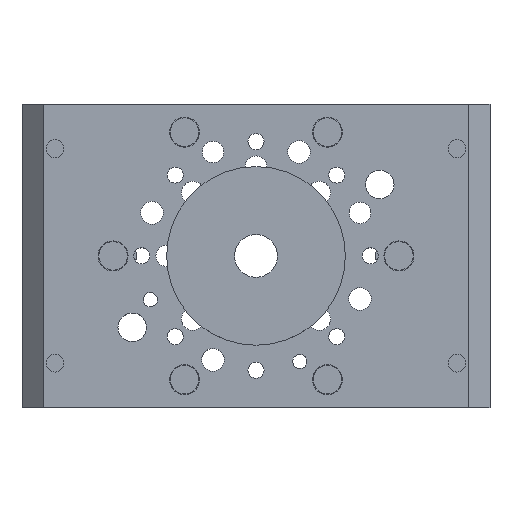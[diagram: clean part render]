
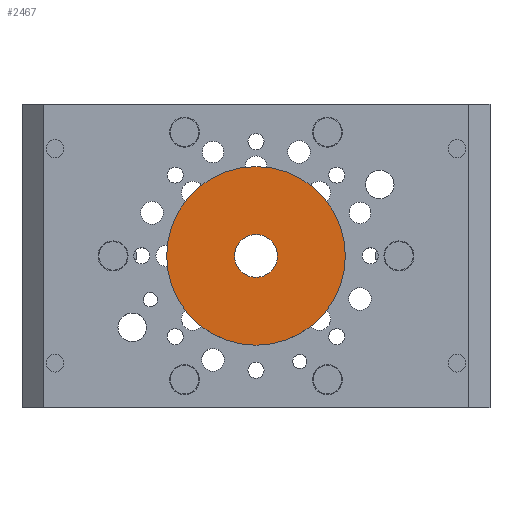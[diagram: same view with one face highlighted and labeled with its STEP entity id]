
A CAD part, top view. The second image highlights one B-rep face of the part: STEP entity #2467.
In plain terms, the highlighted planar face has unit normal (0, 0, 1).
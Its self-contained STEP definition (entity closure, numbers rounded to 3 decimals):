
#87 = CARTESIAN_POINT ( 'NONE',  ( 0., 0., 20. ) ) ;
#115 = CARTESIAN_POINT ( 'NONE',  ( 0., 0., 20. ) ) ;
#124 = AXIS2_PLACEMENT_3D ( 'NONE', #87, #4674, #715 ) ;
#315 = CIRCLE ( 'NONE', #2686, 25. ) ;
#360 = EDGE_CURVE ( 'NONE', #3704, #6637, #2895, .T. ) ;
#438 = DIRECTION ( 'NONE',  ( 0., 0., 1. ) ) ;
#581 = CIRCLE ( 'NONE', #124, 6. ) ;
#694 = CARTESIAN_POINT ( 'NONE',  ( 0., -6., 20. ) ) ;
#715 = DIRECTION ( 'NONE',  ( 0., 1., 0. ) ) ;
#797 = VERTEX_POINT ( 'NONE', #1662 ) ;
#1359 = ORIENTED_EDGE ( 'NONE', *, *, #360, .F. ) ;
#1511 = ORIENTED_EDGE ( 'NONE', *, *, #4783, .F. ) ;
#1562 = AXIS2_PLACEMENT_3D ( 'NONE', #115, #2374, #3412 ) ;
#1662 = CARTESIAN_POINT ( 'NONE',  ( 0., -25., 20. ) ) ;
#1667 = PLANE ( 'NONE',  #5849 ) ;
#1927 = CARTESIAN_POINT ( 'NONE',  ( 0., 0., 20. ) ) ;
#2374 = DIRECTION ( 'NONE',  ( 0., 0., 1. ) ) ;
#2454 = EDGE_LOOP ( 'NONE', ( #1359, #1511 ) ) ;
#2467 = ADVANCED_FACE ( 'NONE', ( #2669, #3927 ), #1667, .T. ) ;
#2662 = CARTESIAN_POINT ( 'NONE',  ( 0., 25., 20. ) ) ;
#2669 = FACE_BOUND ( 'NONE', #2454, .T. ) ;
#2686 = AXIS2_PLACEMENT_3D ( 'NONE', #1927, #4210, #6420 ) ;
#2717 = EDGE_LOOP ( 'NONE', ( #5412, #6507 ) ) ;
#2822 = DIRECTION ( 'NONE',  ( 0., 1., 0. ) ) ;
#2895 = CIRCLE ( 'NONE', #6432, 6. ) ;
#3215 = EDGE_CURVE ( 'NONE', #797, #6405, #315, .T. ) ;
#3412 = DIRECTION ( 'NONE',  ( 0., 1., 0. ) ) ;
#3704 = VERTEX_POINT ( 'NONE', #6901 ) ;
#3927 = FACE_OUTER_BOUND ( 'NONE', #2717, .T. ) ;
#3965 = CARTESIAN_POINT ( 'NONE',  ( 0., 0., 20. ) ) ;
#4210 = DIRECTION ( 'NONE',  ( 0., 0., 1. ) ) ;
#4674 = DIRECTION ( 'NONE',  ( 0., 0., 1. ) ) ;
#4754 = CIRCLE ( 'NONE', #1562, 25. ) ;
#4783 = EDGE_CURVE ( 'NONE', #6637, #3704, #581, .T. ) ;
#5412 = ORIENTED_EDGE ( 'NONE', *, *, #6119, .T. ) ;
#5612 = DIRECTION ( 'NONE',  ( 1., 0., 0. ) ) ;
#5849 = AXIS2_PLACEMENT_3D ( 'NONE', #6126, #438, #5612 ) ;
#6119 = EDGE_CURVE ( 'NONE', #6405, #797, #4754, .T. ) ;
#6126 = CARTESIAN_POINT ( 'NONE',  ( 6., 0., 20. ) ) ;
#6203 = DIRECTION ( 'NONE',  ( 0., 0., 1. ) ) ;
#6405 = VERTEX_POINT ( 'NONE', #2662 ) ;
#6420 = DIRECTION ( 'NONE',  ( 0., 1., 0. ) ) ;
#6432 = AXIS2_PLACEMENT_3D ( 'NONE', #3965, #6203, #2822 ) ;
#6507 = ORIENTED_EDGE ( 'NONE', *, *, #3215, .T. ) ;
#6637 = VERTEX_POINT ( 'NONE', #694 ) ;
#6901 = CARTESIAN_POINT ( 'NONE',  ( 0., 6., 20. ) ) ;
